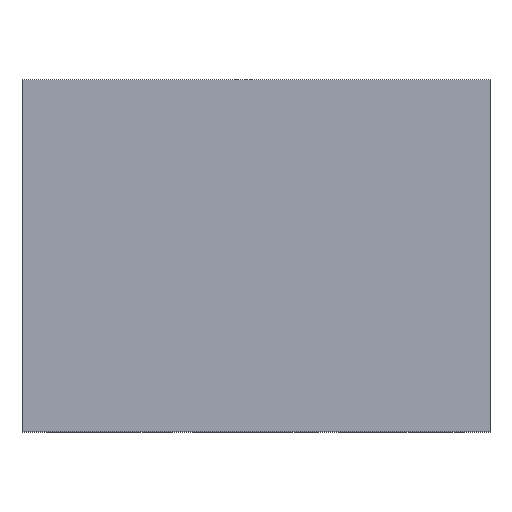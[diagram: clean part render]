
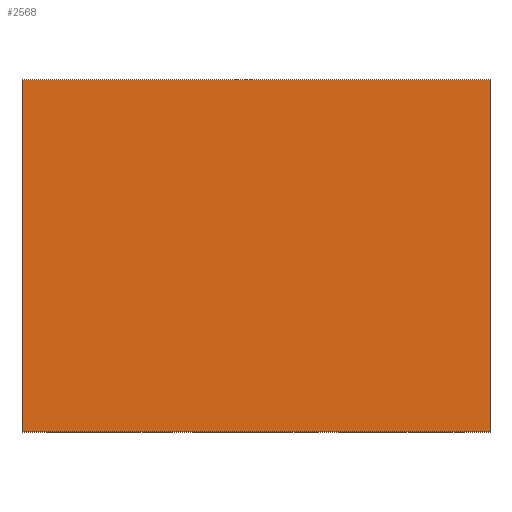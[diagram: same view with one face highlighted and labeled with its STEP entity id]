
A CAD part, top view. The second image highlights one B-rep face of the part: STEP entity #2568.
In plain terms, the highlighted planar face has unit normal (0, 0, 1).
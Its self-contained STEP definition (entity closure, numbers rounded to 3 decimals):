
#98 = EDGE_CURVE ( 'NONE', #504, #919, #3278, .T. ) ;
#501 = EDGE_CURVE ( 'NONE', #2260, #875, #2878, .T. ) ;
#504 = VERTEX_POINT ( 'NONE', #1286 ) ;
#643 = CARTESIAN_POINT ( 'NONE',  ( -6.115, -4.6, 7. ) ) ;
#646 = VECTOR ( 'NONE', #1885, 1000. ) ;
#875 = VERTEX_POINT ( 'NONE', #3577 ) ;
#919 = VERTEX_POINT ( 'NONE', #3516 ) ;
#963 = CARTESIAN_POINT ( 'NONE',  ( -6.115, 4.6, 7. ) ) ;
#976 = DIRECTION ( 'NONE',  ( 0., 1., 0. ) ) ;
#1152 = ORIENTED_EDGE ( 'NONE', *, *, #98, .T. ) ;
#1223 = EDGE_LOOP ( 'NONE', ( #5059, #4057, #1152, #3587 ) ) ;
#1286 = CARTESIAN_POINT ( 'NONE',  ( -6.115, 4.6, 7. ) ) ;
#1349 = CARTESIAN_POINT ( 'NONE',  ( 6.115, 4.6, 7. ) ) ;
#1583 = CARTESIAN_POINT ( 'NONE',  ( -6.115, 4.6, 7. ) ) ;
#1850 = DIRECTION ( 'NONE',  ( -1., 0., 0. ) ) ;
#1885 = DIRECTION ( 'NONE',  ( 1., 0., 0. ) ) ;
#2011 = VECTOR ( 'NONE', #976, 1000. ) ;
#2066 = FACE_OUTER_BOUND ( 'NONE', #1223, .T. ) ;
#2202 = PLANE ( 'NONE',  #2946 ) ;
#2225 = DIRECTION ( 'NONE',  ( 0., 0., 1. ) ) ;
#2260 = VERTEX_POINT ( 'NONE', #3921 ) ;
#2568 = ADVANCED_FACE ( 'NONE', ( #2066 ), #2202, .T. ) ;
#2878 = LINE ( 'NONE', #1349, #2011 ) ;
#2881 = DIRECTION ( 'NONE',  ( 0., -1., 0. ) ) ;
#2946 = AXIS2_PLACEMENT_3D ( 'NONE', #4581, #2225, #4988 ) ;
#3136 = EDGE_CURVE ( 'NONE', #919, #2260, #4918, .T. ) ;
#3278 = LINE ( 'NONE', #1583, #4558 ) ;
#3516 = CARTESIAN_POINT ( 'NONE',  ( -6.115, -4.6, 7. ) ) ;
#3577 = CARTESIAN_POINT ( 'NONE',  ( 6.115, 4.6, 7. ) ) ;
#3587 = ORIENTED_EDGE ( 'NONE', *, *, #3136, .T. ) ;
#3719 = VECTOR ( 'NONE', #1850, 1000. ) ;
#3921 = CARTESIAN_POINT ( 'NONE',  ( 6.115, -4.6, 7. ) ) ;
#4057 = ORIENTED_EDGE ( 'NONE', *, *, #5166, .T. ) ;
#4558 = VECTOR ( 'NONE', #2881, 1000. ) ;
#4581 = CARTESIAN_POINT ( 'NONE',  ( 0., 0., 7. ) ) ;
#4743 = LINE ( 'NONE', #963, #3719 ) ;
#4918 = LINE ( 'NONE', #643, #646 ) ;
#4988 = DIRECTION ( 'NONE',  ( 1., 0., 0. ) ) ;
#5059 = ORIENTED_EDGE ( 'NONE', *, *, #501, .T. ) ;
#5166 = EDGE_CURVE ( 'NONE', #875, #504, #4743, .T. ) ;
